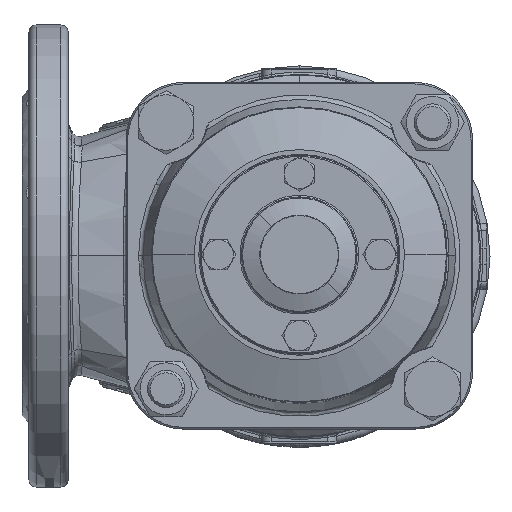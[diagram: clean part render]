
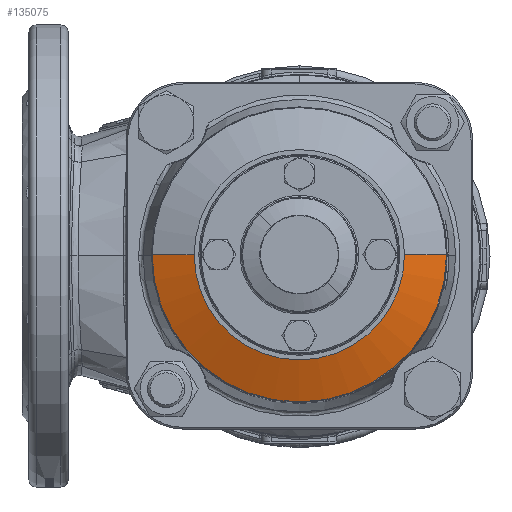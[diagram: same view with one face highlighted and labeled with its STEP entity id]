
A CAD part, top view. The second image highlights one B-rep face of the part: STEP entity #135075.
In plain terms, the highlighted conical face has half-angle 70 degrees and reference radius 45.5 mm.
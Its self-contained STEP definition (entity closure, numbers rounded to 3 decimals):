
#130156=CARTESIAN_POINT('',(-63.671,0.,306.386));
#130157=VERTEX_POINT('',#130156);
#130165=CARTESIAN_POINT('',(63.671,0.,306.386));
#130166=VERTEX_POINT('',#130165);
#131113=CARTESIAN_POINT('',(-45.5,-0.,313.));
#131114=VERTEX_POINT('',#131113);
#131115=CARTESIAN_POINT('',(45.5,0.,313.));
#131116=VERTEX_POINT('',#131115);
#131124=CARTESIAN_POINT('',(45.5,-0.,313.));
#131125=DIRECTION('',(0.94,-0.,-0.342));
#131126=VECTOR('',#131125,19.337);
#131127=LINE('',#131124,#131126);
#131128=EDGE_CURVE('NONE',#131116,#130166,#131127,.T.);
#131131=CARTESIAN_POINT('',(-45.5,-0.,313.));
#131132=DIRECTION('',(-0.94,-0.,-0.342));
#131133=VECTOR('',#131132,19.337);
#131134=LINE('',#131131,#131133);
#131135=EDGE_CURVE('NONE',#131114,#130157,#131134,.T.);
#135048=CARTESIAN_POINT('',(0.,0.,313.));
#135049=DIRECTION('',(0.,0.,-1.));
#135050=DIRECTION('',(-1.,0.,0.));
#135051=AXIS2_PLACEMENT_3D('',#135048,#135049,#135050);
#135052=CIRCLE('',#135051,45.5);
#135053=EDGE_CURVE('NONE',#131116,#131114,#135052,.T.);
#135058=CARTESIAN_POINT('',(0.,0.,313.));
#135059=DIRECTION('',(0.,0.,-1.));
#135060=DIRECTION('',(-1.,0.,0.));
#135061=AXIS2_PLACEMENT_3D('',#135058,#135059,#135060);
#135062=CONICAL_SURFACE('',#135061,45.5,70.);
#135063=ORIENTED_EDGE('',*,*,#131128,.F.);
#135064=ORIENTED_EDGE('',*,*,#135053,.T.);
#135065=ORIENTED_EDGE('',*,*,#131135,.T.);
#135066=CARTESIAN_POINT('',(0.,0.,306.386));
#135067=DIRECTION('',(-0.,-0.,1.));
#135068=DIRECTION('',(-1.,0.,0.));
#135069=AXIS2_PLACEMENT_3D('',#135066,#135067,#135068);
#135070=CIRCLE('',#135069,63.671);
#135071=EDGE_CURVE('NONE',#130157,#130166,#135070,.T.);
#135072=ORIENTED_EDGE('',*,*,#135071,.T.);
#135073=EDGE_LOOP('',(#135063,#135064,#135065,#135072));
#135074=FACE_BOUND('',#135073,.T.);
#135075=ADVANCED_FACE('NONE',(#135074),#135062,.T.);
